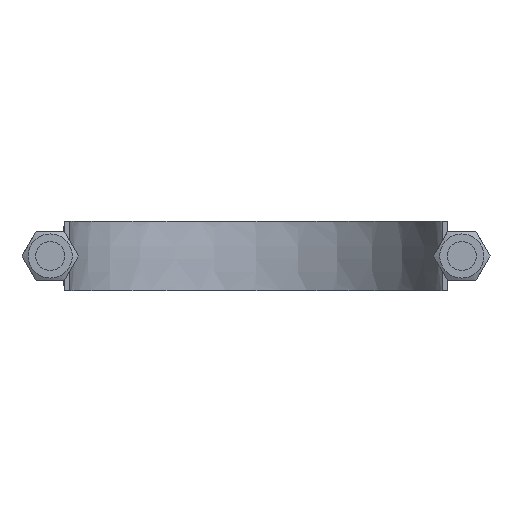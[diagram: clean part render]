
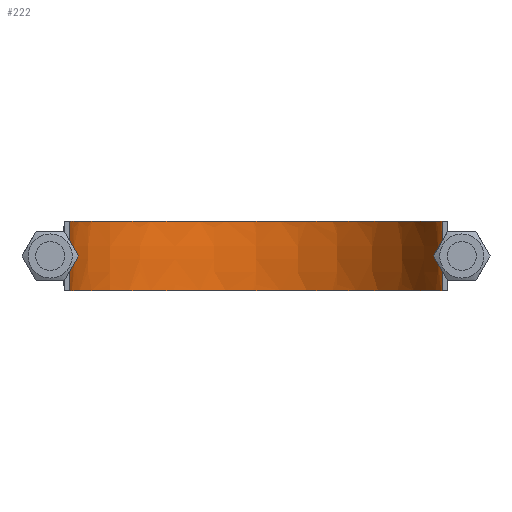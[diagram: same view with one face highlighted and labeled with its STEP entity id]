
A CAD part, front view. The second image highlights one B-rep face of the part: STEP entity #222.
In plain terms, the highlighted face is a extrusion surface.
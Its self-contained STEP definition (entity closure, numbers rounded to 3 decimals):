
#222 = ADVANCED_FACE( '', ( #266 ), #267, .T. );
#266 = FACE_OUTER_BOUND( '', #362, .T. );
#267 = SURFACE_OF_LINEAR_EXTRUSION( '', #363, #364 );
#362 = EDGE_LOOP( '', ( #1381, #1382, #1383, #1384 ) );
#363 = B_SPLINE_CURVE_WITH_KNOTS( '', 3, ( #1385, #1386, #1387, #1388, #1389, #1390, #1391, #1392, #1393, #1394, #1395, #1396, #1397, #1398, #1399, #1400, #1401, #1402 ), .UNSPECIFIED., .F., .F., ( 4, 3, 1, 1, 1, 1, 1, 1, 1, 1, 3, 4 ), ( -9., -8., -7.5, -7., -6., -5., -4., -3., -2., -1.5, -1., 0. ), .UNSPECIFIED. );
#364 = VECTOR( '', #1403, 1000. );
#1381 = ORIENTED_EDGE( '', *, *, #1623, .F. );
#1382 = ORIENTED_EDGE( '', *, *, #1612, .F. );
#1383 = ORIENTED_EDGE( '', *, *, #1616, .T. );
#1384 = ORIENTED_EDGE( '', *, *, #1620, .T. );
#1385 = CARTESIAN_POINT( '', ( -80.25, 64.5, -270.018 ) );
#1386 = CARTESIAN_POINT( '', ( -80.25, 90.92, -270.018 ) );
#1387 = CARTESIAN_POINT( '', ( -80.25, 117.34, -270.018 ) );
#1388 = CARTESIAN_POINT( '', ( -80.25, 143.76, -270.018 ) );
#1389 = CARTESIAN_POINT( '', ( -80.25, 149.751, -270.018 ) );
#1390 = CARTESIAN_POINT( '', ( -78.879, 161.768, -270.018 ) );
#1391 = CARTESIAN_POINT( '', ( -70.934, 184.578, -270.018 ) );
#1392 = CARTESIAN_POINT( '', ( -51.743, 208.645, -270.018 ) );
#1393 = CARTESIAN_POINT( '', ( -18.467, 224.669, -270.018 ) );
#1394 = CARTESIAN_POINT( '', ( 18.467, 224.669, -270.018 ) );
#1395 = CARTESIAN_POINT( '', ( 51.743, 208.645, -270.018 ) );
#1396 = CARTESIAN_POINT( '', ( 70.934, 184.578, -270.018 ) );
#1397 = CARTESIAN_POINT( '', ( 78.879, 161.768, -270.018 ) );
#1398 = CARTESIAN_POINT( '', ( 80.25, 149.751, -270.018 ) );
#1399 = CARTESIAN_POINT( '', ( 80.25, 143.76, -270.018 ) );
#1400 = CARTESIAN_POINT( '', ( 80.25, 117.34, -270.018 ) );
#1401 = CARTESIAN_POINT( '', ( 80.25, 90.92, -270.018 ) );
#1402 = CARTESIAN_POINT( '', ( 80.25, 64.5, -270.018 ) );
#1403 = DIRECTION( '', ( 0., 0., 1. ) );
#1612 = EDGE_CURVE( '', #1679, #1680, #1681, .T. );
#1616 = EDGE_CURVE( '', #1679, #1687, #1688, .T. );
#1620 = EDGE_CURVE( '', #1687, #1694, #1695, .T. );
#1623 = EDGE_CURVE( '', #1680, #1694, #1699, .T. );
#1679 = VERTEX_POINT( '', #1805 );
#1680 = VERTEX_POINT( '', #1806 );
#1681 = LINE( '', #1807, #1808 );
#1687 = VERTEX_POINT( '', #1846 );
#1688 = B_SPLINE_CURVE_WITH_KNOTS( '', 3, ( #1847, #1848, #1849, #1850, #1851, #1852, #1853, #1854, #1855, #1856, #1857, #1858, #1859, #1860, #1861, #1862, #1863, #1864 ), .UNSPECIFIED., .F., .F., ( 4, 3, 1, 1, 1, 1, 1, 1, 1, 1, 3, 4 ), ( -9., -8., -7.5, -7., -6., -5., -4., -3., -2., -1.5, -1., 0. ), .UNSPECIFIED. );
#1694 = VERTEX_POINT( '', #1898 );
#1695 = LINE( '', #1899, #1900 );
#1699 = B_SPLINE_CURVE_WITH_KNOTS( '', 3, ( #1935, #1936, #1937, #1938, #1939, #1940, #1941, #1942, #1943, #1944, #1945, #1946, #1947, #1948, #1949, #1950, #1951, #1952 ), .UNSPECIFIED., .F., .F., ( 4, 3, 1, 1, 1, 1, 1, 1, 1, 1, 3, 4 ), ( -9., -8., -7.5, -7., -6., -5., -4., -3., -2., -1.5, -1., 0. ), .UNSPECIFIED. );
#1805 = CARTESIAN_POINT( '', ( -80.25, 64.5, -15. ) );
#1806 = CARTESIAN_POINT( '', ( -80.25, 64.5, 15. ) );
#1807 = CARTESIAN_POINT( '', ( -80.25, 64.5, -270.018 ) );
#1808 = VECTOR( '', #2239, 1000. );
#1846 = CARTESIAN_POINT( '', ( 80.25, 64.5, -15. ) );
#1847 = CARTESIAN_POINT( '', ( -80.25, 64.5, -15. ) );
#1848 = CARTESIAN_POINT( '', ( -80.25, 90.92, -15. ) );
#1849 = CARTESIAN_POINT( '', ( -80.25, 117.34, -15. ) );
#1850 = CARTESIAN_POINT( '', ( -80.25, 143.76, -15. ) );
#1851 = CARTESIAN_POINT( '', ( -80.25, 149.751, -15. ) );
#1852 = CARTESIAN_POINT( '', ( -78.879, 161.768, -15. ) );
#1853 = CARTESIAN_POINT( '', ( -70.934, 184.578, -15. ) );
#1854 = CARTESIAN_POINT( '', ( -51.743, 208.645, -15. ) );
#1855 = CARTESIAN_POINT( '', ( -18.467, 224.669, -15. ) );
#1856 = CARTESIAN_POINT( '', ( 18.467, 224.669, -15. ) );
#1857 = CARTESIAN_POINT( '', ( 51.743, 208.645, -15. ) );
#1858 = CARTESIAN_POINT( '', ( 70.934, 184.578, -15. ) );
#1859 = CARTESIAN_POINT( '', ( 78.879, 161.768, -15. ) );
#1860 = CARTESIAN_POINT( '', ( 80.25, 149.751, -15. ) );
#1861 = CARTESIAN_POINT( '', ( 80.25, 143.76, -15. ) );
#1862 = CARTESIAN_POINT( '', ( 80.25, 117.34, -15. ) );
#1863 = CARTESIAN_POINT( '', ( 80.25, 90.92, -15. ) );
#1864 = CARTESIAN_POINT( '', ( 80.25, 64.5, -15. ) );
#1898 = CARTESIAN_POINT( '', ( 80.25, 64.5, 15. ) );
#1899 = CARTESIAN_POINT( '', ( 80.25, 64.5, -270.018 ) );
#1900 = VECTOR( '', #2243, 1000. );
#1935 = CARTESIAN_POINT( '', ( -80.25, 64.5, 15. ) );
#1936 = CARTESIAN_POINT( '', ( -80.25, 90.92, 15. ) );
#1937 = CARTESIAN_POINT( '', ( -80.25, 117.34, 15. ) );
#1938 = CARTESIAN_POINT( '', ( -80.25, 143.76, 15. ) );
#1939 = CARTESIAN_POINT( '', ( -80.25, 149.751, 15. ) );
#1940 = CARTESIAN_POINT( '', ( -78.879, 161.768, 15. ) );
#1941 = CARTESIAN_POINT( '', ( -70.934, 184.578, 15. ) );
#1942 = CARTESIAN_POINT( '', ( -51.743, 208.645, 15. ) );
#1943 = CARTESIAN_POINT( '', ( -18.467, 224.669, 15. ) );
#1944 = CARTESIAN_POINT( '', ( 18.467, 224.669, 15. ) );
#1945 = CARTESIAN_POINT( '', ( 51.743, 208.645, 15. ) );
#1946 = CARTESIAN_POINT( '', ( 70.934, 184.578, 15. ) );
#1947 = CARTESIAN_POINT( '', ( 78.879, 161.768, 15. ) );
#1948 = CARTESIAN_POINT( '', ( 80.25, 149.751, 15. ) );
#1949 = CARTESIAN_POINT( '', ( 80.25, 143.76, 15. ) );
#1950 = CARTESIAN_POINT( '', ( 80.25, 117.34, 15. ) );
#1951 = CARTESIAN_POINT( '', ( 80.25, 90.92, 15. ) );
#1952 = CARTESIAN_POINT( '', ( 80.25, 64.5, 15. ) );
#2239 = DIRECTION( '', ( 0., 0., 1. ) );
#2243 = DIRECTION( '', ( 0., 0., 1. ) );
